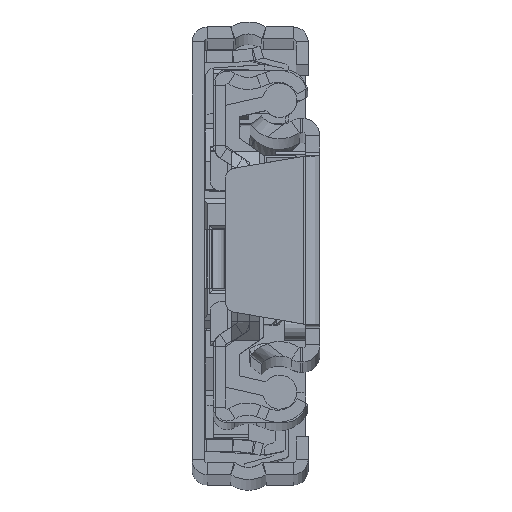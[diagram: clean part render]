
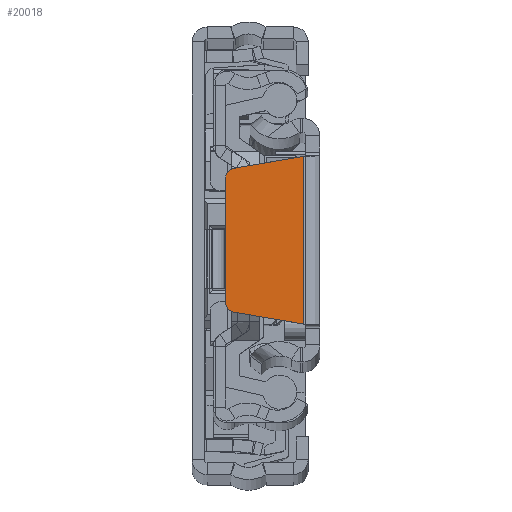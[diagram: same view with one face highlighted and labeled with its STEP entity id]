
A CAD part, top view. The second image highlights one B-rep face of the part: STEP entity #20018.
In plain terms, the highlighted planar face has unit normal (0, 0, 1).
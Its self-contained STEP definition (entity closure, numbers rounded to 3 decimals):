
#173 = VERTEX_POINT ( 'NONE', #32640 ) ;
#1597 = CARTESIAN_POINT ( 'NONE',  ( -9.4, 6.156, 0. ) ) ;
#2181 = EDGE_CURVE ( 'NONE', #14156, #23465, #29776, .T. ) ;
#2511 = DIRECTION ( 'NONE',  ( -1., 0., 0. ) ) ;
#2656 = ORIENTED_EDGE ( 'NONE', *, *, #4372, .F. ) ;
#3685 = DIRECTION ( 'NONE',  ( -1., 0., 0. ) ) ;
#4372 = EDGE_CURVE ( 'NONE', #29556, #27758, #21401, .T. ) ;
#5346 = CARTESIAN_POINT ( 'NONE',  ( -1.5, 8.35, 0. ) ) ;
#6006 = EDGE_LOOP ( 'NONE', ( #15637, #29935, #13793, #2656, #8473, #8253 ) ) ;
#7672 = CARTESIAN_POINT ( 'NONE',  ( -8.4, -6.156, 0. ) ) ;
#8253 = ORIENTED_EDGE ( 'NONE', *, *, #11145, .F. ) ;
#8473 = ORIENTED_EDGE ( 'NONE', *, *, #27433, .F. ) ;
#10067 = CARTESIAN_POINT ( 'NONE',  ( -8.568, -7.142, 0. ) ) ;
#10118 = AXIS2_PLACEMENT_3D ( 'NONE', #7672, #16108, #2511 ) ;
#10737 = DIRECTION ( 'NONE',  ( -0.986, 0.168, 0. ) ) ;
#11145 = EDGE_CURVE ( 'NONE', #23465, #29082, #18636, .T. ) ;
#11415 = CARTESIAN_POINT ( 'NONE',  ( -1.6, 8.333, 0. ) ) ;
#11922 = AXIS2_PLACEMENT_3D ( 'NONE', #16455, #18859, #3685 ) ;
#12574 = CARTESIAN_POINT ( 'NONE',  ( -9.4, -6.156, 0. ) ) ;
#13022 = VECTOR ( 'NONE', #10737, 1000. ) ;
#13572 = DIRECTION ( 'NONE',  ( -1., 0., 0. ) ) ;
#13793 = ORIENTED_EDGE ( 'NONE', *, *, #25807, .F. ) ;
#14156 = VERTEX_POINT ( 'NONE', #11415 ) ;
#14436 = AXIS2_PLACEMENT_3D ( 'NONE', #26805, #21118, #13572 ) ;
#15478 = VECTOR ( 'NONE', #16269, 1000. ) ;
#15637 = ORIENTED_EDGE ( 'NONE', *, *, #2181, .F. ) ;
#16108 = DIRECTION ( 'NONE',  ( 0., 0., -1. ) ) ;
#16269 = DIRECTION ( 'NONE',  ( 0., 1., 0. ) ) ;
#16455 = CARTESIAN_POINT ( 'NONE',  ( -8.4, 6.156, 0. ) ) ;
#16624 = FACE_OUTER_BOUND ( 'NONE', #6006, .T. ) ;
#16682 = DIRECTION ( 'NONE',  ( 0., -1., 0. ) ) ;
#17068 = VECTOR ( 'NONE', #28953, 1000. ) ;
#18438 = LINE ( 'NONE', #5346, #17068 ) ;
#18636 = LINE ( 'NONE', #10067, #13022 ) ;
#18859 = DIRECTION ( 'NONE',  ( 0., 0., -1. ) ) ;
#20018 = ADVANCED_FACE ( 'NONE', ( #16624 ), #24026, .F. ) ;
#21118 = DIRECTION ( 'NONE',  ( 0., 0., -1. ) ) ;
#21401 = LINE ( 'NONE', #24004, #15478 ) ;
#23190 = EDGE_CURVE ( 'NONE', #173, #14156, #18438, .T. ) ;
#23465 = VERTEX_POINT ( 'NONE', #27886 ) ;
#23759 = CIRCLE ( 'NONE', #14436, 1. ) ;
#24004 = CARTESIAN_POINT ( 'NONE',  ( -9.4, 6.156, 0. ) ) ;
#24026 = PLANE ( 'NONE',  #11922 ) ;
#25807 = EDGE_CURVE ( 'NONE', #27758, #173, #23759, .T. ) ;
#25988 = VECTOR ( 'NONE', #16682, 1000. ) ;
#26805 = CARTESIAN_POINT ( 'NONE',  ( -8.4, 6.156, 0. ) ) ;
#27145 = CIRCLE ( 'NONE', #10118, 1. ) ;
#27433 = EDGE_CURVE ( 'NONE', #29082, #29556, #27145, .T. ) ;
#27758 = VERTEX_POINT ( 'NONE', #1597 ) ;
#27886 = CARTESIAN_POINT ( 'NONE',  ( -1.6, -8.333, 0. ) ) ;
#28953 = DIRECTION ( 'NONE',  ( 0.986, 0.168, 0. ) ) ;
#29082 = VERTEX_POINT ( 'NONE', #30022 ) ;
#29556 = VERTEX_POINT ( 'NONE', #12574 ) ;
#29776 = LINE ( 'NONE', #31852, #25988 ) ;
#29935 = ORIENTED_EDGE ( 'NONE', *, *, #23190, .F. ) ;
#30022 = CARTESIAN_POINT ( 'NONE',  ( -8.568, -7.142, 0. ) ) ;
#31852 = CARTESIAN_POINT ( 'NONE',  ( -1.6, -8.333, 0. ) ) ;
#32640 = CARTESIAN_POINT ( 'NONE',  ( -8.568, 7.142, 0. ) ) ;
